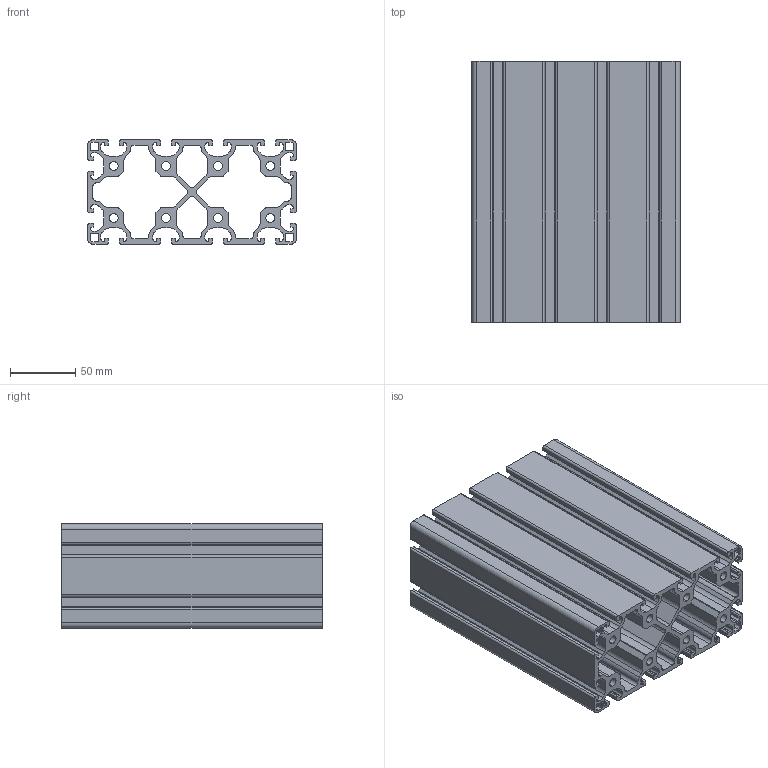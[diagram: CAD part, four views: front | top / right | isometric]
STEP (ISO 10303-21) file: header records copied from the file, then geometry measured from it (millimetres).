
FILE_DESCRIPTION (( 'STEP AP203' ), '1' );
FILE_NAME ('281160921_c_1.STEP', '2022-10-27T01:24:32', ( '' ), ( '' ), 'SwSTEP 2.0', 'SolidWorks 2014', '' );
FILE_SCHEMA (( 'CONFIG_CONTROL_DESIGN' ));
Length unit declared in the file: millimetre
Products named in the file (1): 281160921_c_1
Bounding box: 160 x 200 x 80 mm (x, y, z)
Volume: 744777.8 mm3; surface area: 403043.5 mm2
Topology: 1 solids, 1 shells, 523 faces, 1563 edges, 1042 vertices
Faces by surface type: cylinder 281, plane 242
Entity records: 17920 total; most frequent: DIRECTION 3173, CARTESIAN_POINT 3129, ORIENTED_EDGE 3126, EDGE_CURVE 1563, AXIS2_PLACEMENT_3D 1086, VERTEX_POINT 1042, VECTOR 1001, LINE 1001
